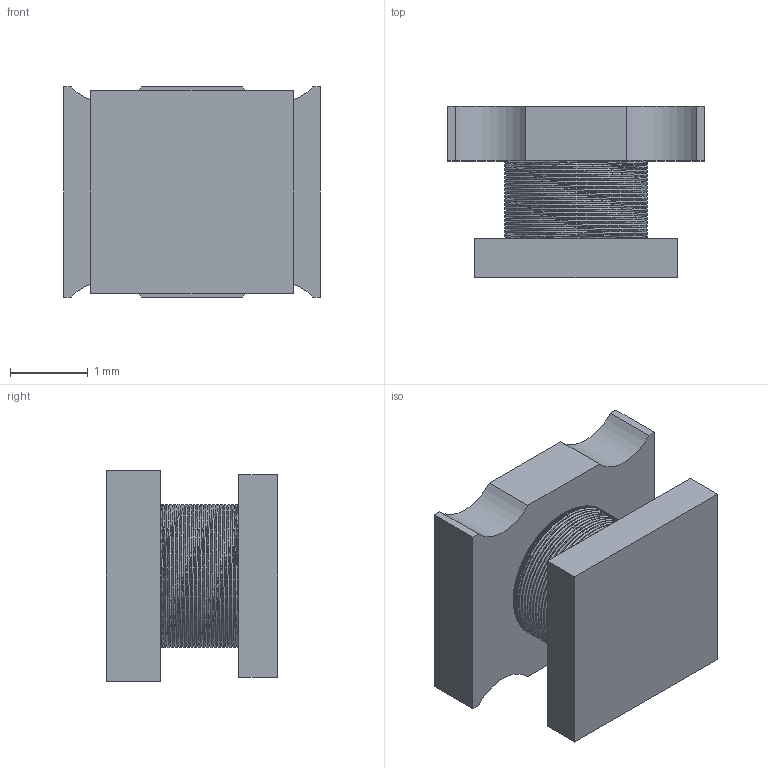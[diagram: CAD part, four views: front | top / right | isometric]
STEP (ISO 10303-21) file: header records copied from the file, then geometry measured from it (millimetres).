
FILE_DESCRIPTION (( 'STEP AP214' ), '1' );
FILE_NAME ('FALQH1210C.STEP', '2018-12-10T11:38:00', ( '' ), ( '' ), 'SwSTEP 2.0', 'SolidWorks 2018', '' );
FILE_SCHEMA (( 'AUTOMOTIVE_DESIGN' ));
Length unit declared in the file: millimetre
Products named in the file (1): FALQH1210C
Bounding box: 3.3 x 2.2 x 2.7 mm (x, y, z)
Volume: 11.9 mm3; surface area: 47.4 mm2
Topology: 1 solids, 1 shells, 68 faces, 188 edges, 124 vertices
Faces by surface type: cylinder 48, plane 18, bspline 2
Entity records: 6093 total; most frequent: CARTESIAN_POINT 4513, ORIENTED_EDGE 376, DIRECTION 257, EDGE_CURVE 188, VERTEX_POINT 124, LINE 87, VECTOR 87, AXIS2_PLACEMENT_3D 85
